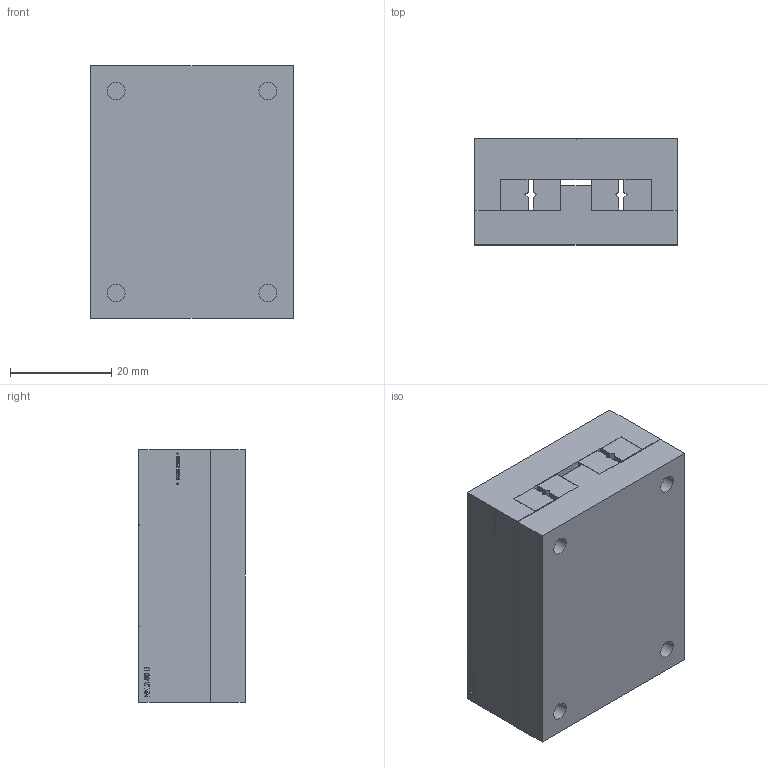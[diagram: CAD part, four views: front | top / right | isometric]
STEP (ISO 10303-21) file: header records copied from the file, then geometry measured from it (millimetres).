
FILE_DESCRIPTION(('FreeCAD Model'),'2;1');
FILE_NAME('NK 2-50 B.step', '2020-04-19T20:48:14',('Author'),(''), 'Open CASCADE STEP processor 6.8','FreeCAD','Unknown');
FILE_SCHEMA(('AUTOMOTIVE_DESIGN_CC2 { 1 2 10303 214 -1 1 5 4 }'));
Length unit declared in the file: millimetre
Products named in the file (3): ASSEMBLY; UT; OT
Assembly tree (2 placements, depth 2):
  ASSEMBLY
    UT
    OT
Bounding box: 40 x 21 x 50 mm (x, y, z)
Volume: 40055.1 mm3; surface area: 18255.5 mm2
Topology: 6 solids, 6 shells, 520 faces, 1417 edges, 942 vertices
Faces by surface type: extrusion 255, plane 249, cylinder 12, cone 4
Full cylindrical faces by diameter (mm): 3 x4, 3.5 x4, 6 x4
Entity records: 35125 total; most frequent: CARTESIAN_POINT 8266, DIRECTION 4050, VECTOR 3434, LINE 3179, ORIENTED_EDGE 2834, PCURVE 2834, DEFINITIONAL_REPRESENTATION 2834, EDGE_CURVE 1417
